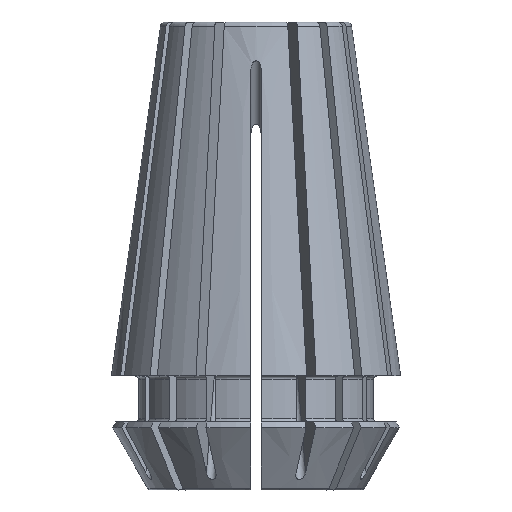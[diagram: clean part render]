
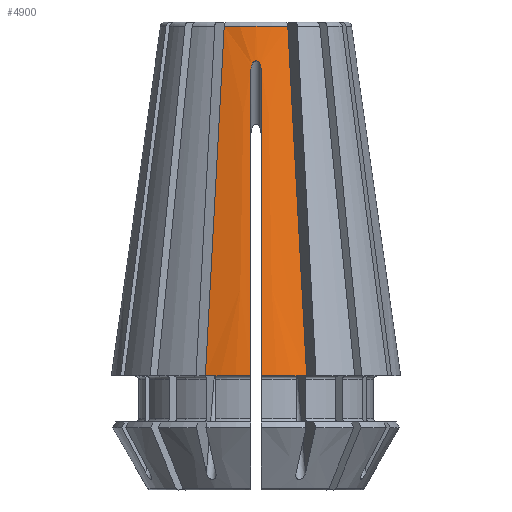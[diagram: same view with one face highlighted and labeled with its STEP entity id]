
A CAD part, front view. The second image highlights one B-rep face of the part: STEP entity #4900.
In plain terms, the highlighted conical face has half-angle 8 degrees and reference radius 5.613 mm.
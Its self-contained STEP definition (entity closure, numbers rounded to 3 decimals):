
#33=CONICAL_SURFACE('',#5195,5.613,0.14);
#144=B_SPLINE_CURVE_WITH_KNOTS('',3,(#7055,#7056,#7057,#7058),
 .UNSPECIFIED.,.F.,.F.,(4,4),(0.,0.02),
 .UNSPECIFIED.);
#145=B_SPLINE_CURVE_WITH_KNOTS('',3,(#7059,#7060,#7061,#7062),
 .UNSPECIFIED.,.F.,.F.,(4,4),(0.,0.02),
 .UNSPECIFIED.);
#146=B_SPLINE_CURVE_WITH_KNOTS('',3,(#7066,#7067,#7068,#7069),
 .UNSPECIFIED.,.F.,.F.,(4,4),(0.011,0.03),
 .UNSPECIFIED.);
#147=B_SPLINE_CURVE_WITH_KNOTS('',3,(#7071,#7072,#7073,#7074,#7075,#7076,
#7077,#7078,#7079),.UNSPECIFIED.,.F.,.F.,(4,1,1,1,1,1,4),(0.,0.,
0.,0.001,0.001,0.001,
0.001),.UNSPECIFIED.);
#148=B_SPLINE_CURVE_WITH_KNOTS('',3,(#7081,#7082,#7083,#7084),
 .UNSPECIFIED.,.F.,.F.,(4,4),(0.011,0.03),
 .UNSPECIFIED.);
#1060=ORIENTED_EDGE('',*,*,#2662,.T.);
#1061=ORIENTED_EDGE('',*,*,#2686,.T.);
#1062=ORIENTED_EDGE('',*,*,#2683,.F.);
#1063=ORIENTED_EDGE('',*,*,#2687,.F.);
#1064=ORIENTED_EDGE('',*,*,#2688,.T.);
#1065=ORIENTED_EDGE('',*,*,#2689,.T.);
#1066=ORIENTED_EDGE('',*,*,#2690,.T.);
#1067=ORIENTED_EDGE('',*,*,#2691,.F.);
#2662=EDGE_CURVE('',#3479,#3478,#4021,.F.);
#2683=EDGE_CURVE('',#3494,#3495,#4029,.T.);
#2686=EDGE_CURVE('',#3478,#3495,#144,.T.);
#2687=EDGE_CURVE('',#3496,#3494,#145,.T.);
#2688=EDGE_CURVE('',#3496,#3497,#4030,.F.);
#2689=EDGE_CURVE('',#3497,#3498,#146,.F.);
#2690=EDGE_CURVE('',#3498,#3499,#147,.T.);
#2691=EDGE_CURVE('',#3479,#3499,#148,.F.);
#3478=VERTEX_POINT('',#6981);
#3479=VERTEX_POINT('',#6983);
#3494=VERTEX_POINT('',#7044);
#3495=VERTEX_POINT('',#7045);
#3496=VERTEX_POINT('',#7063);
#3497=VERTEX_POINT('',#7065);
#3498=VERTEX_POINT('',#7070);
#3499=VERTEX_POINT('',#7080);
#4021=CIRCLE('',#5179,8.5);
#4029=CIRCLE('',#5194,5.613);
#4030=CIRCLE('',#5196,8.5);
#4260=EDGE_LOOP('',(#1060,#1061,#1062,#1063,#1064,#1065,#1066,#1067));
#4532=FACE_BOUND('',#4260,.T.);
#4900=ADVANCED_FACE('',(#4532),#33,.T.);
#5179=AXIS2_PLACEMENT_3D('',#6982,#5700,#5701);
#5194=AXIS2_PLACEMENT_3D('',#7043,#5737,#5738);
#5195=AXIS2_PLACEMENT_3D('',#7054,#5739,#5740);
#5196=AXIS2_PLACEMENT_3D('',#7064,#5741,#5742);
#5700=DIRECTION('',(0.,0.,-1.));
#5701=DIRECTION('',(-1.,0.,0.));
#5737=DIRECTION('',(0.,0.,1.));
#5738=DIRECTION('',(1.,0.,0.));
#5739=DIRECTION('',(0.,0.,-1.));
#5740=DIRECTION('',(-1.,0.,0.));
#5741=DIRECTION('',(0.,0.,-1.));
#5742=DIRECTION('',(-1.,0.,0.));
#6981=CARTESIAN_POINT('',(2.974,-7.963,6.7));
#6982=CARTESIAN_POINT('',(0.,0.,6.7));
#6983=CARTESIAN_POINT('',(0.3,-8.495,6.7));
#7043=CARTESIAN_POINT('',(0.,0.,27.242));
#7044=CARTESIAN_POINT('',(-1.868,-5.293,27.242));
#7045=CARTESIAN_POINT('',(1.868,-5.293,27.242));
#7054=CARTESIAN_POINT('',(0.,0.,27.242));
#7055=CARTESIAN_POINT('',(2.974,-7.963,6.7));
#7056=CARTESIAN_POINT('',(2.605,-7.073,13.547));
#7057=CARTESIAN_POINT('',(2.237,-6.184,20.395));
#7058=CARTESIAN_POINT('',(1.868,-5.293,27.242));
#7059=CARTESIAN_POINT('',(-2.974,-7.963,6.7));
#7060=CARTESIAN_POINT('',(-2.605,-7.073,13.547));
#7061=CARTESIAN_POINT('',(-2.237,-6.184,20.395));
#7062=CARTESIAN_POINT('',(-1.868,-5.293,27.242));
#7063=CARTESIAN_POINT('',(-2.974,-7.963,6.7));
#7064=CARTESIAN_POINT('',(0.,0.,6.7));
#7065=CARTESIAN_POINT('',(-0.3,-8.495,6.7));
#7066=CARTESIAN_POINT('',(-0.3,-5.96,24.722));
#7067=CARTESIAN_POINT('',(-0.3,-6.805,18.715));
#7068=CARTESIAN_POINT('',(-0.3,-7.65,12.707));
#7069=CARTESIAN_POINT('',(-0.3,-8.495,6.7));
#7070=CARTESIAN_POINT('',(-0.3,-5.96,24.722));
#7071=CARTESIAN_POINT('',(-0.3,-5.96,24.722));
#7072=CARTESIAN_POINT('',(-0.3,-5.945,24.828));
#7073=CARTESIAN_POINT('',(-0.27,-5.924,24.984));
#7074=CARTESIAN_POINT('',(-0.155,-5.903,25.164));
#7075=CARTESIAN_POINT('',(0.,-5.895,25.241));
#7076=CARTESIAN_POINT('',(0.154,-5.903,25.164));
#7077=CARTESIAN_POINT('',(0.27,-5.924,24.984));
#7078=CARTESIAN_POINT('',(0.3,-5.945,24.827));
#7079=CARTESIAN_POINT('',(0.3,-5.96,24.722));
#7080=CARTESIAN_POINT('',(0.3,-5.96,24.722));
#7081=CARTESIAN_POINT('',(0.3,-5.96,24.722));
#7082=CARTESIAN_POINT('',(0.3,-6.805,18.715));
#7083=CARTESIAN_POINT('',(0.3,-7.65,12.707));
#7084=CARTESIAN_POINT('',(0.3,-8.495,6.7));
